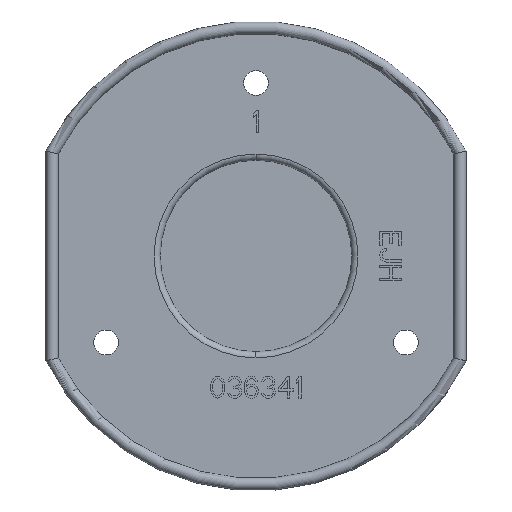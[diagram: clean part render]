
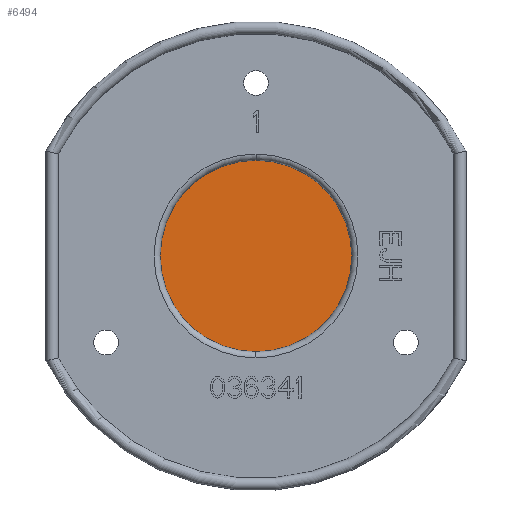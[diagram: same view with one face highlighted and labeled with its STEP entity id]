
A CAD part, top view. The second image highlights one B-rep face of the part: STEP entity #6494.
In plain terms, the highlighted planar face has unit normal (0, 0, 1).
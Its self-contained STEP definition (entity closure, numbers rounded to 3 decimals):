
#1600=CARTESIAN_POINT('',(0.,0.,0.1));
#1601=DIRECTION('',(0.,0.,-1.));
#1602=DIRECTION('',(0.,-1.,0.));
#1603=AXIS2_PLACEMENT_3D('',#1600,#1601,#1602);
#1618=CARTESIAN_POINT('',(0.,0.,0.1));
#1619=DIRECTION('',(0.,0.,-1.));
#1620=DIRECTION('',(0.,1.,0.));
#1621=AXIS2_PLACEMENT_3D('',#1618,#1619,#1620);
#5245=CARTESIAN_POINT('',(0.,15.5,0.1));
#5246=CARTESIAN_POINT('',(0.,-15.5,0.1));
#5247=VERTEX_POINT('',#5245);
#5248=VERTEX_POINT('',#5246);
#6484=CARTESIAN_POINT('',(0.,0.,0.1));
#6485=DIRECTION('',(0.,0.,1.));
#6486=DIRECTION('',(1.,0.,0.));
#6487=AXIS2_PLACEMENT_3D('',#6484,#6485,#6486);
#6488=PLANE('',#6487);
#6490=ORIENTED_EDGE('',*,*,#6489,.T.);
#6491=ORIENTED_EDGE('',*,*,#6474,.T.);
#6492=EDGE_LOOP('',(#6490,#6491));
#6493=FACE_OUTER_BOUND('',#6492,.F.);
#6494=ADVANCED_FACE('',(#6493),#6488,.T.);
#1604=CIRCLE('',#1603,15.5);
#1622=CIRCLE('',#1621,15.5);
#6474=EDGE_CURVE('',#5248,#5247,#1604,.T.);
#6489=EDGE_CURVE('',#5247,#5248,#1622,.T.);
